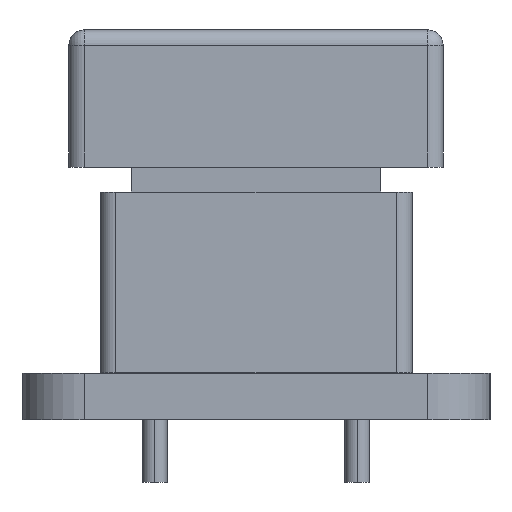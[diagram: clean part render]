
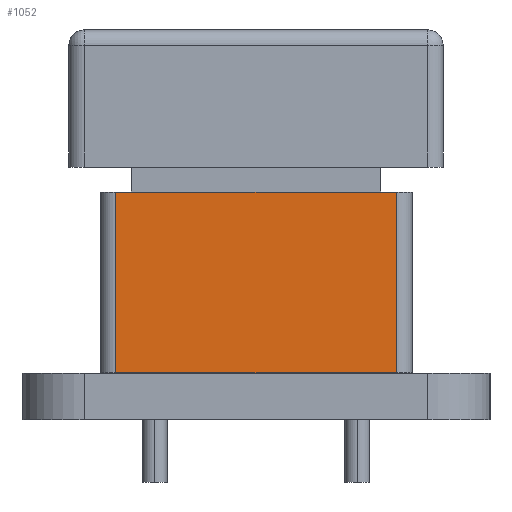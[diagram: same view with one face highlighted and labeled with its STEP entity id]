
A CAD part, left-side view. The second image highlights one B-rep face of the part: STEP entity #1052.
In plain terms, the highlighted planar face has unit normal (-1, 0, 0).
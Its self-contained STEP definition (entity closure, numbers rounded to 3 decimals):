
#10 = LINE ( 'NONE', #2020, #1884 ) ;
#146 = DIRECTION ( 'NONE',  ( 0., 0., -1. ) ) ;
#163 = EDGE_CURVE ( 'NONE', #1386, #1033, #1815, .T. ) ;
#222 = LINE ( 'NONE', #520, #1452 ) ;
#341 = EDGE_LOOP ( 'NONE', ( #946, #1382, #1708, #1183 ) ) ;
#386 = AXIS2_PLACEMENT_3D ( 'NONE', #431, #1748, #146 ) ;
#419 = EDGE_CURVE ( 'NONE', #914, #1416, #222, .T. ) ;
#431 = CARTESIAN_POINT ( 'NONE',  ( -5., -5., -6.6 ) ) ;
#520 = CARTESIAN_POINT ( 'NONE',  ( -5., -5., -0.8 ) ) ;
#537 = DIRECTION ( 'NONE',  ( 0., 0., -1. ) ) ;
#621 = CARTESIAN_POINT ( 'NONE',  ( -5., -4.5, -6.6 ) ) ;
#677 = CARTESIAN_POINT ( 'NONE',  ( -5., -5., -6.6 ) ) ;
#684 = CARTESIAN_POINT ( 'NONE',  ( -5., -4.5, -6.6 ) ) ;
#914 = VERTEX_POINT ( 'NONE', #1865 ) ;
#946 = ORIENTED_EDGE ( 'NONE', *, *, #163, .F. ) ;
#951 = FACE_OUTER_BOUND ( 'NONE', #341, .T. ) ;
#1027 = DIRECTION ( 'NONE',  ( 0., 0., 1. ) ) ;
#1033 = VERTEX_POINT ( 'NONE', #1104 ) ;
#1052 = ADVANCED_FACE ( 'NONE', ( #951 ), #1139, .F. ) ;
#1104 = CARTESIAN_POINT ( 'NONE',  ( -5., 4.5, -6.6 ) ) ;
#1139 = PLANE ( 'NONE',  #386 ) ;
#1183 = ORIENTED_EDGE ( 'NONE', *, *, #1299, .T. ) ;
#1230 = EDGE_CURVE ( 'NONE', #1386, #914, #2158, .T. ) ;
#1299 = EDGE_CURVE ( 'NONE', #1416, #1033, #10, .T. ) ;
#1382 = ORIENTED_EDGE ( 'NONE', *, *, #1230, .T. ) ;
#1386 = VERTEX_POINT ( 'NONE', #621 ) ;
#1416 = VERTEX_POINT ( 'NONE', #1925 ) ;
#1452 = VECTOR ( 'NONE', #1866, 1000. ) ;
#1597 = VECTOR ( 'NONE', #1027, 1000. ) ;
#1657 = DIRECTION ( 'NONE',  ( 0., 1., 0. ) ) ;
#1708 = ORIENTED_EDGE ( 'NONE', *, *, #419, .T. ) ;
#1748 = DIRECTION ( 'NONE',  ( 1., 0., 0. ) ) ;
#1815 = LINE ( 'NONE', #677, #2161 ) ;
#1865 = CARTESIAN_POINT ( 'NONE',  ( -5., -4.5, -0.8 ) ) ;
#1866 = DIRECTION ( 'NONE',  ( 0., 1., 0. ) ) ;
#1884 = VECTOR ( 'NONE', #537, 1000. ) ;
#1925 = CARTESIAN_POINT ( 'NONE',  ( -5., 4.5, -0.8 ) ) ;
#2020 = CARTESIAN_POINT ( 'NONE',  ( -5., 4.5, -6.6 ) ) ;
#2158 = LINE ( 'NONE', #684, #1597 ) ;
#2161 = VECTOR ( 'NONE', #1657, 1000. ) ;
